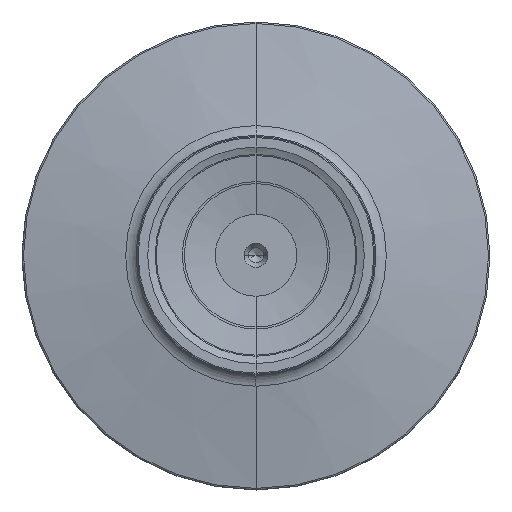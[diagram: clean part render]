
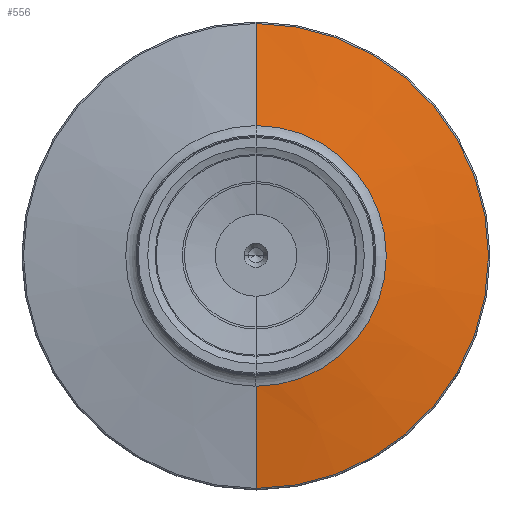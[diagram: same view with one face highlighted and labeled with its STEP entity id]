
A CAD part, top view. The second image highlights one B-rep face of the part: STEP entity #556.
In plain terms, the highlighted conical face has half-angle 79.951 degrees and reference radius 30.239 mm.
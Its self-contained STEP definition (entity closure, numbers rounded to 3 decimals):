
#57=CARTESIAN_POINT('',(0.,0.,12.044));
#58=DIRECTION('',(0.,0.,1.));
#59=DIRECTION('',(0.,-1.,0.));
#60=AXIS2_PLACEMENT_3D('',#57,#58,#59);
#62=CARTESIAN_POINT('',(0.,0.,15.061));
#63=DIRECTION('',(0.,0.,1.));
#64=DIRECTION('',(0.,-1.,0.));
#65=AXIS2_PLACEMENT_3D('',#62,#63,#64);
#72=DIRECTION('',(0.,-0.985,0.174));
#73=VECTOR('',#72,17.291);
#74=CARTESIAN_POINT('',(0.,38.752,12.044));
#75=LINE('',#74,#73);
#81=DIRECTION('',(0.,0.985,0.174));
#82=VECTOR('',#81,17.291);
#83=CARTESIAN_POINT('',(0.,-38.752,
12.044));
#84=LINE('',#83,#82);
#442=CARTESIAN_POINT('',(0.,21.727,15.061));
#443=CARTESIAN_POINT('',(0.,-21.727,15.061));
#444=VERTEX_POINT('',#442);
#445=VERTEX_POINT('',#443);
#458=CARTESIAN_POINT('',(0.,38.752,12.044));
#459=CARTESIAN_POINT('',(0.,-38.752,12.044));
#460=VERTEX_POINT('',#458);
#461=VERTEX_POINT('',#459);
#542=CARTESIAN_POINT('',(0.,0.,13.553));
#543=DIRECTION('',(0.,0.,-1.));
#544=DIRECTION('',(0.,-1.,0.));
#545=AXIS2_PLACEMENT_3D('',#542,#543,#544);
#546=CONICAL_SURFACE('',#545,30.239,79.951);
#547=ORIENTED_EDGE('',*,*,#532,.F.);
#549=ORIENTED_EDGE('',*,*,#548,.T.);
#551=ORIENTED_EDGE('',*,*,#550,.T.);
#553=ORIENTED_EDGE('',*,*,#552,.F.);
#554=EDGE_LOOP('',(#547,#549,#551,#553));
#555=FACE_OUTER_BOUND('',#554,.F.);
#556=ADVANCED_FACE('',(#555),#546,.T.);
#61=CIRCLE('',#60,38.752);
#66=CIRCLE('',#65,21.727);
#532=EDGE_CURVE('',#461,#460,#61,.T.);
#548=EDGE_CURVE('',#461,#445,#84,.T.);
#550=EDGE_CURVE('',#445,#444,#66,.T.);
#552=EDGE_CURVE('',#460,#444,#75,.T.);
